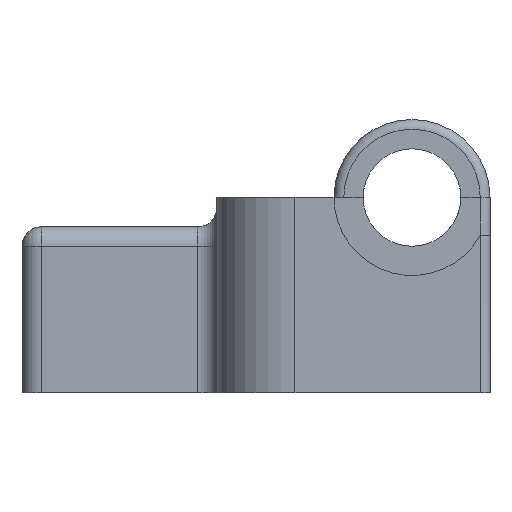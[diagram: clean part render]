
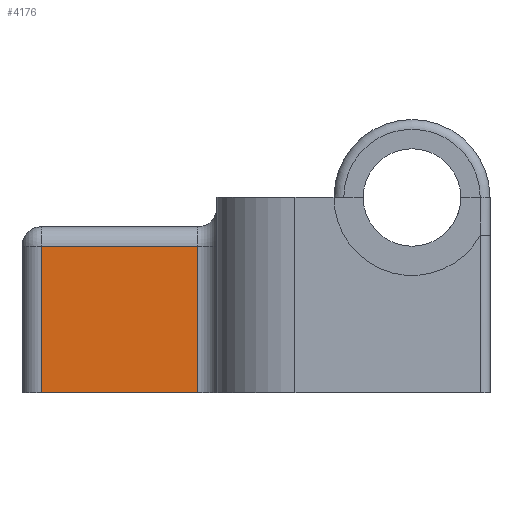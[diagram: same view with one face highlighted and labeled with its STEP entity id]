
A CAD part, front view. The second image highlights one B-rep face of the part: STEP entity #4176.
In plain terms, the highlighted planar face has unit normal (0, -1, 0).
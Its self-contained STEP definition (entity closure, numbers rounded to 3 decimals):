
#1994 = PLANE('',#1995);
#1995 = AXIS2_PLACEMENT_3D('',#1996,#1997,#1998);
#1996 = CARTESIAN_POINT('',(-84.,0.,0.));
#1997 = DIRECTION('',(0.,0.,-1.));
#1998 = DIRECTION('',(0.,1.,0.));
#3149 = CYLINDRICAL_SURFACE('',#3150,2.);
#3150 = AXIS2_PLACEMENT_3D('',#3151,#3152,#3153);
#3151 = CARTESIAN_POINT('',(-86.,-22.,0.));
#3152 = DIRECTION('',(0.,0.,1.));
#3153 = DIRECTION('',(1.,0.,0.));
#3220 = VERTEX_POINT('',#3221);
#3221 = CARTESIAN_POINT('',(-102.,-20.,0.));
#3236 = CYLINDRICAL_SURFACE('',#3237,2.);
#3237 = AXIS2_PLACEMENT_3D('',#3238,#3239,#3240);
#3238 = CARTESIAN_POINT('',(-102.,-18.,0.));
#3239 = DIRECTION('',(0.,0.,1.));
#3240 = DIRECTION('',(0.,-1.,0.));
#3248 = EDGE_CURVE('',#3249,#3220,#3251,.T.);
#3249 = VERTEX_POINT('',#3250);
#3250 = CARTESIAN_POINT('',(-86.,-20.,0.));
#3251 = SURFACE_CURVE('',#3252,(#3256,#3263),.PCURVE_S1.);
#3252 = LINE('',#3253,#3254);
#3253 = CARTESIAN_POINT('',(-84.,-20.,0.));
#3254 = VECTOR('',#3255,1.);
#3255 = DIRECTION('',(-1.,0.,0.));
#3256 = PCURVE('',#1994,#3257);
#3257 = DEFINITIONAL_REPRESENTATION('',(#3258),#3262);
#3258 = LINE('',#3259,#3260);
#3259 = CARTESIAN_POINT('',(-20.,0.));
#3260 = VECTOR('',#3261,1.);
#3261 = DIRECTION('',(0.,-1.));
#3262 = ( GEOMETRIC_REPRESENTATION_CONTEXT(2) 
PARAMETRIC_REPRESENTATION_CONTEXT() REPRESENTATION_CONTEXT('2D SPACE',''
  ) );
#3263 = PCURVE('',#3264,#3269);
#3264 = PLANE('',#3265);
#3265 = AXIS2_PLACEMENT_3D('',#3266,#3267,#3268);
#3266 = CARTESIAN_POINT('',(-84.,-20.,0.));
#3267 = DIRECTION('',(0.,-1.,0.));
#3268 = DIRECTION('',(0.,0.,-1.));
#3269 = DEFINITIONAL_REPRESENTATION('',(#3270),#3274);
#3270 = LINE('',#3271,#3272);
#3271 = CARTESIAN_POINT('',(0.,0.));
#3272 = VECTOR('',#3273,1.);
#3273 = DIRECTION('',(0.,-1.));
#3274 = ( GEOMETRIC_REPRESENTATION_CONTEXT(2) 
PARAMETRIC_REPRESENTATION_CONTEXT() REPRESENTATION_CONTEXT('2D SPACE',''
  ) );
#3934 = EDGE_CURVE('',#3249,#3935,#3937,.T.);
#3935 = VERTEX_POINT('',#3936);
#3936 = CARTESIAN_POINT('',(-86.,-20.,15.));
#3937 = SURFACE_CURVE('',#3938,(#3942,#3949),.PCURVE_S1.);
#3938 = LINE('',#3939,#3940);
#3939 = CARTESIAN_POINT('',(-86.,-20.,0.));
#3940 = VECTOR('',#3941,1.);
#3941 = DIRECTION('',(0.,0.,1.));
#3942 = PCURVE('',#3149,#3943);
#3943 = DEFINITIONAL_REPRESENTATION('',(#3944),#3948);
#3944 = LINE('',#3945,#3946);
#3945 = CARTESIAN_POINT('',(1.571,0.));
#3946 = VECTOR('',#3947,1.);
#3947 = DIRECTION('',(0.,1.));
#3948 = ( GEOMETRIC_REPRESENTATION_CONTEXT(2) 
PARAMETRIC_REPRESENTATION_CONTEXT() REPRESENTATION_CONTEXT('2D SPACE',''
  ) );
#3949 = PCURVE('',#3264,#3950);
#3950 = DEFINITIONAL_REPRESENTATION('',(#3951),#3955);
#3951 = LINE('',#3952,#3953);
#3952 = CARTESIAN_POINT('',(0.,-2.));
#3953 = VECTOR('',#3954,1.);
#3954 = DIRECTION('',(-1.,0.));
#3955 = ( GEOMETRIC_REPRESENTATION_CONTEXT(2) 
PARAMETRIC_REPRESENTATION_CONTEXT() REPRESENTATION_CONTEXT('2D SPACE',''
  ) );
#4024 = CYLINDRICAL_SURFACE('',#4025,2.);
#4025 = AXIS2_PLACEMENT_3D('',#4026,#4027,#4028);
#4026 = CARTESIAN_POINT('',(-84.,-18.,15.));
#4027 = DIRECTION('',(-1.,0.,0.));
#4028 = DIRECTION('',(0.,-1.,0.));
#4128 = VERTEX_POINT('',#4129);
#4129 = CARTESIAN_POINT('',(-102.,-20.,15.));
#4156 = EDGE_CURVE('',#3220,#4128,#4157,.T.);
#4157 = SURFACE_CURVE('',#4158,(#4162,#4169),.PCURVE_S1.);
#4158 = LINE('',#4159,#4160);
#4159 = CARTESIAN_POINT('',(-102.,-20.,0.));
#4160 = VECTOR('',#4161,1.);
#4161 = DIRECTION('',(0.,0.,1.));
#4162 = PCURVE('',#3236,#4163);
#4163 = DEFINITIONAL_REPRESENTATION('',(#4164),#4168);
#4164 = LINE('',#4165,#4166);
#4165 = CARTESIAN_POINT('',(0.,0.));
#4166 = VECTOR('',#4167,1.);
#4167 = DIRECTION('',(0.,1.));
#4168 = ( GEOMETRIC_REPRESENTATION_CONTEXT(2) 
PARAMETRIC_REPRESENTATION_CONTEXT() REPRESENTATION_CONTEXT('2D SPACE',''
  ) );
#4169 = PCURVE('',#3264,#4170);
#4170 = DEFINITIONAL_REPRESENTATION('',(#4171),#4175);
#4171 = LINE('',#4172,#4173);
#4172 = CARTESIAN_POINT('',(0.,-18.));
#4173 = VECTOR('',#4174,1.);
#4174 = DIRECTION('',(-1.,0.));
#4175 = ( GEOMETRIC_REPRESENTATION_CONTEXT(2) 
PARAMETRIC_REPRESENTATION_CONTEXT() REPRESENTATION_CONTEXT('2D SPACE',''
  ) );
#4176 = ADVANCED_FACE('',(#4177),#3264,.T.);
#4177 = FACE_BOUND('',#4178,.F.);
#4178 = EDGE_LOOP('',(#4179,#4180,#4181,#4202));
#4179 = ORIENTED_EDGE('',*,*,#3248,.T.);
#4180 = ORIENTED_EDGE('',*,*,#4156,.T.);
#4181 = ORIENTED_EDGE('',*,*,#4182,.F.);
#4182 = EDGE_CURVE('',#3935,#4128,#4183,.T.);
#4183 = SURFACE_CURVE('',#4184,(#4188,#4195),.PCURVE_S1.);
#4184 = LINE('',#4185,#4186);
#4185 = CARTESIAN_POINT('',(-84.,-20.,15.));
#4186 = VECTOR('',#4187,1.);
#4187 = DIRECTION('',(-1.,0.,0.));
#4188 = PCURVE('',#3264,#4189);
#4189 = DEFINITIONAL_REPRESENTATION('',(#4190),#4194);
#4190 = LINE('',#4191,#4192);
#4191 = CARTESIAN_POINT('',(-15.,0.));
#4192 = VECTOR('',#4193,1.);
#4193 = DIRECTION('',(0.,-1.));
#4194 = ( GEOMETRIC_REPRESENTATION_CONTEXT(2) 
PARAMETRIC_REPRESENTATION_CONTEXT() REPRESENTATION_CONTEXT('2D SPACE',''
  ) );
#4195 = PCURVE('',#4024,#4196);
#4196 = DEFINITIONAL_REPRESENTATION('',(#4197),#4201);
#4197 = LINE('',#4198,#4199);
#4198 = CARTESIAN_POINT('',(0.,0.));
#4199 = VECTOR('',#4200,1.);
#4200 = DIRECTION('',(0.,1.));
#4201 = ( GEOMETRIC_REPRESENTATION_CONTEXT(2) 
PARAMETRIC_REPRESENTATION_CONTEXT() REPRESENTATION_CONTEXT('2D SPACE',''
  ) );
#4202 = ORIENTED_EDGE('',*,*,#3934,.F.);
